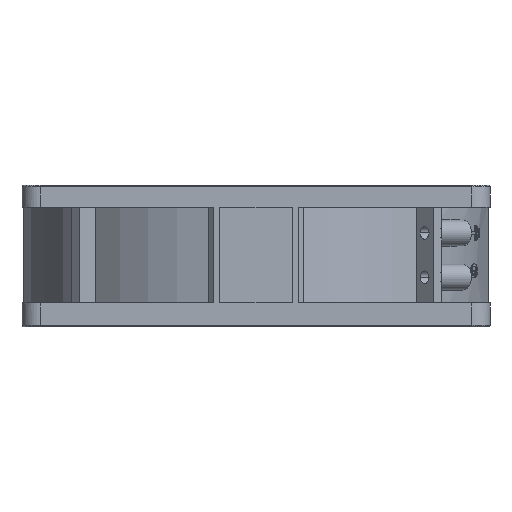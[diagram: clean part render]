
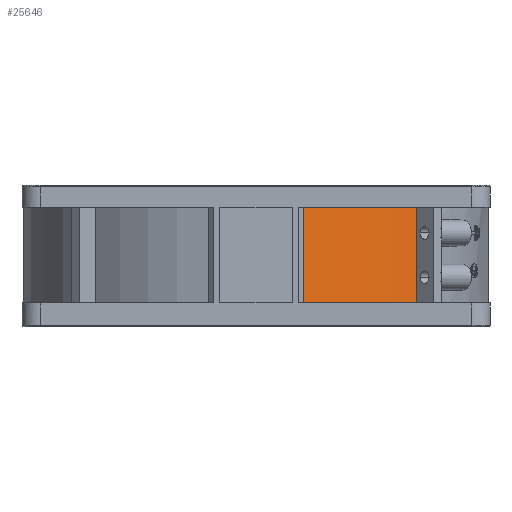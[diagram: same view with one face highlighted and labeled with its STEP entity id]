
A CAD part, left-side view. The second image highlights one B-rep face of the part: STEP entity #25646.
In plain terms, the highlighted cylindrical face has radius 63.2 mm (diameter 126.4 mm), a partial arc.
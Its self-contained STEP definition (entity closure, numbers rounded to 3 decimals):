
#243 = EDGE_CURVE ( 'NONE', #18742, #2733, #18417, .T. ) ;
#258 = EDGE_CURVE ( 'NONE', #14947, #18742, #4473, .T. ) ;
#1191 = CARTESIAN_POINT ( 'NONE',  ( -45.737, -43.616, -6. ) ) ;
#2733 = VERTEX_POINT ( 'NONE', #22683 ) ;
#3735 = CARTESIAN_POINT ( 'NONE',  ( 0., 0., -4.7 ) ) ;
#3835 = DIRECTION ( 'NONE',  ( -1., 0., 0. ) ) ;
#4090 = CARTESIAN_POINT ( 'NONE',  ( 0., 0., -6. ) ) ;
#4459 = AXIS2_PLACEMENT_3D ( 'NONE', #11088, #24931, #23161 ) ;
#4473 = CIRCLE ( 'NONE', #6454, 63.2 ) ;
#4955 = ORIENTED_EDGE ( 'NONE', *, *, #24180, .T. ) ;
#5347 = EDGE_LOOP ( 'NONE', ( #4955, #19570, #22579, #25664 ) ) ;
#6454 = AXIS2_PLACEMENT_3D ( 'NONE', #4090, #9548, #9463 ) ;
#7779 = EDGE_CURVE ( 'NONE', #16046, #14947, #19668, .T. ) ;
#8288 = DIRECTION ( 'NONE',  ( 0., 0., 1. ) ) ;
#8460 = CIRCLE ( 'NONE', #4459, 63.2 ) ;
#9463 = DIRECTION ( 'NONE',  ( -1., 0., 0. ) ) ;
#9548 = DIRECTION ( 'NONE',  ( 0., 0., 1. ) ) ;
#11088 = CARTESIAN_POINT ( 'NONE',  ( 0., 0., -32. ) ) ;
#13875 = CARTESIAN_POINT ( 'NONE',  ( -61.849, -13., -6. ) ) ;
#14005 = CYLINDRICAL_SURFACE ( 'NONE', #23110, 63.2 ) ;
#14441 = CARTESIAN_POINT ( 'NONE',  ( -61.849, -13., 0. ) ) ;
#14947 = VERTEX_POINT ( 'NONE', #13875 ) ;
#15627 = VECTOR ( 'NONE', #23873, 1000. ) ;
#16046 = VERTEX_POINT ( 'NONE', #19879 ) ;
#18417 = LINE ( 'NONE', #21457, #15627 ) ;
#18742 = VERTEX_POINT ( 'NONE', #1191 ) ;
#19570 = ORIENTED_EDGE ( 'NONE', *, *, #243, .F. ) ;
#19668 = LINE ( 'NONE', #14441, #20617 ) ;
#19879 = CARTESIAN_POINT ( 'NONE',  ( -61.849, -13., -32. ) ) ;
#20567 = FACE_OUTER_BOUND ( 'NONE', #5347, .T. ) ;
#20617 = VECTOR ( 'NONE', #8288, 1000. ) ;
#21457 = CARTESIAN_POINT ( 'NONE',  ( -45.737, -43.616, 0. ) ) ;
#21636 = DIRECTION ( 'NONE',  ( 0., 0., -1. ) ) ;
#22579 = ORIENTED_EDGE ( 'NONE', *, *, #258, .F. ) ;
#22683 = CARTESIAN_POINT ( 'NONE',  ( -45.737, -43.616, -32. ) ) ;
#23110 = AXIS2_PLACEMENT_3D ( 'NONE', #3735, #21636, #3835 ) ;
#23161 = DIRECTION ( 'NONE',  ( -1., 0., 0. ) ) ;
#23873 = DIRECTION ( 'NONE',  ( 0., 0., -1. ) ) ;
#24180 = EDGE_CURVE ( 'NONE', #16046, #2733, #8460, .T. ) ;
#24931 = DIRECTION ( 'NONE',  ( 0., 0., 1. ) ) ;
#25646 = ADVANCED_FACE ( 'NONE', ( #20567 ), #14005, .T. ) ;
#25664 = ORIENTED_EDGE ( 'NONE', *, *, #7779, .F. ) ;
